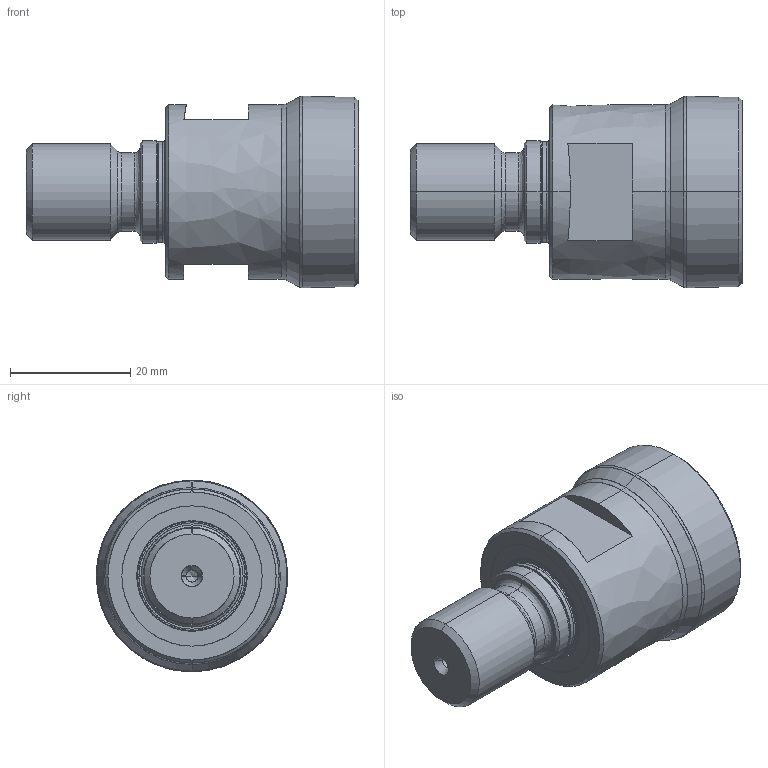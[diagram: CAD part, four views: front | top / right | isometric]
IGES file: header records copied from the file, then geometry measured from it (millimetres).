
Start section: SolidWorks IGES file using analytic representation for surfaces
Global section: file name: ESF-32-M16-328-4.IGS; native system: SolidWorks 2009; preprocessor: SolidWorks 2009; author: phk; date: 100111.163609; units: millimetre
Bounding box: 55.3 x 31.9 x 31.9 mm (x, y, z)
Surface area: 5750.8 mm2 (no closed solid volume)
Topology: 0 solids, 0 shells, 70 faces, 742 edges, 738 vertices
Faces by surface type: revolution 44, bspline 26
